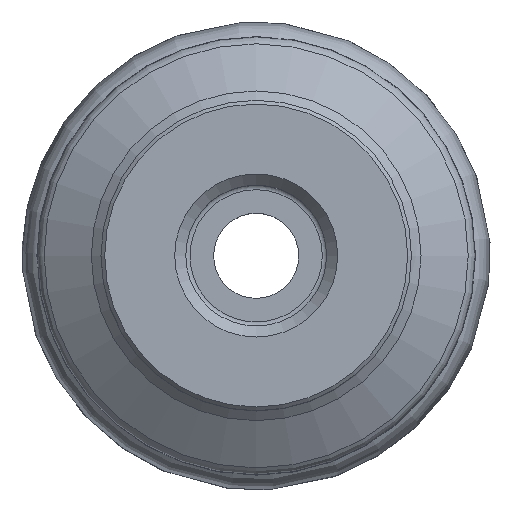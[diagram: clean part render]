
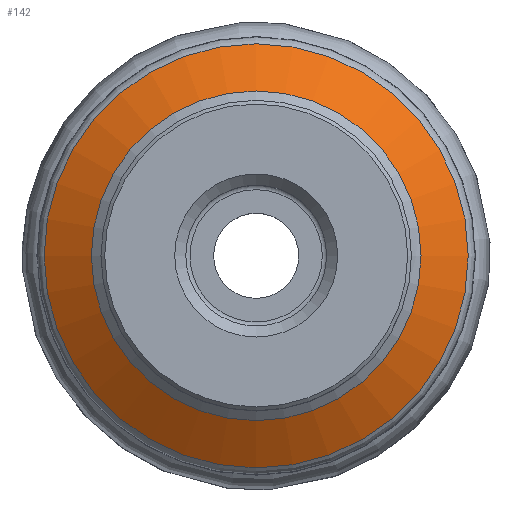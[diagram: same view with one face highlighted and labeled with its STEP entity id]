
A CAD part, top view. The second image highlights one B-rep face of the part: STEP entity #142.
In plain terms, the highlighted conical face has half-angle 57.413 degrees and reference radius 29.535 mm.
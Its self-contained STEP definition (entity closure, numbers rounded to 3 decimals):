
#128=CONICAL_SURFACE('',#645,29.535,57.413);
#142=ADVANCED_FACE('S7',(#194,#195),#128,.T.);
#194=FACE_BOUND('',#267,.T.);
#195=FACE_BOUND('',#268,.T.);
#267=EDGE_LOOP('',(#339));
#268=EDGE_LOOP('',(#340));
#339=ORIENTED_EDGE('',*,*,#446,.T.);
#340=ORIENTED_EDGE('',*,*,#447,.T.);
#409=VERTEX_POINT('',#933);
#410=VERTEX_POINT('',#935);
#446=EDGE_CURVE('',#409,#409,#482,.T.);
#447=EDGE_CURVE('',#410,#410,#483,.T.);
#482=CIRCLE('',#643,22.307);
#483=CIRCLE('',#644,28.693);
#643=AXIS2_PLACEMENT_3D('',#932,#769,#770);
#644=AXIS2_PLACEMENT_3D('',#934,#771,#772);
#645=AXIS2_PLACEMENT_3D('',#936,#773,#774);
#769=DIRECTION('',(0.,0.,-1.));
#770=DIRECTION('',(-1.,0.,0.));
#771=DIRECTION('',(0.,0.,1.));
#772=DIRECTION('',(1.,0.,0.));
#773=DIRECTION('',(0.,0.,-1.));
#774=DIRECTION('',(-1.,0.,0.));
#932=CARTESIAN_POINT('',(0.,0.,-21.569));
#933=CARTESIAN_POINT('',(-22.307,0.,-21.569));
#934=CARTESIAN_POINT('',(0.,0.,-25.652));
#935=CARTESIAN_POINT('',(28.693,0.,-25.652));
#936=CARTESIAN_POINT('',(0.,0.,-26.19));
